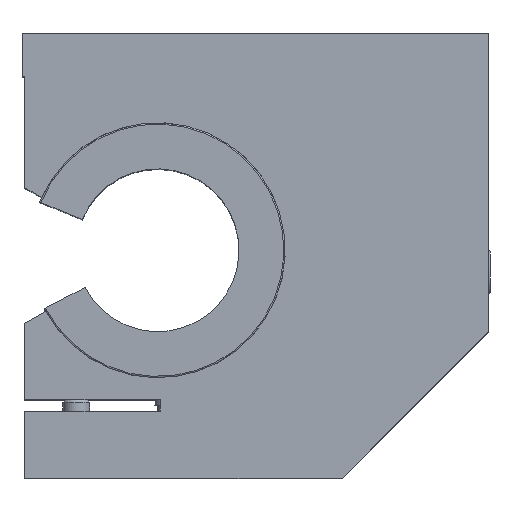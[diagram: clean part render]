
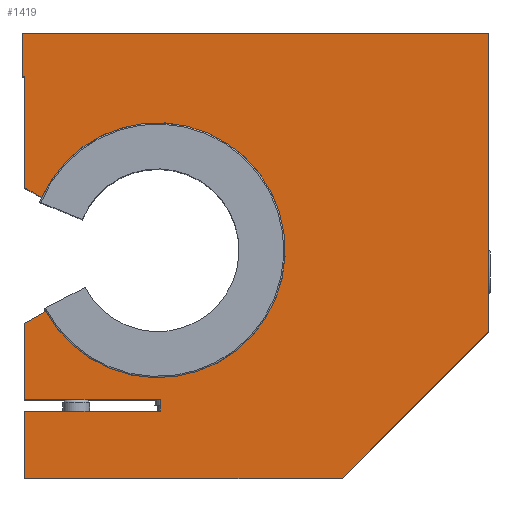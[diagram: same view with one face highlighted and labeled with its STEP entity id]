
A CAD part, top view. The second image highlights one B-rep face of the part: STEP entity #1419.
In plain terms, the highlighted planar face has unit normal (0, 0, 1).
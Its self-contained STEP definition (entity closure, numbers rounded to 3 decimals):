
#150=FACE_OUTER_BOUND('',#250,.T.);
#250=EDGE_LOOP('',(#1205,#1206,#1207,#1208,#1209,#1210,#1211,#1212,#1213,
#1214,#1215,#1216,#1217,#1218,#1219));
#283=LINE('',#2150,#406);
#289=LINE('',#2163,#412);
#317=LINE('',#2319,#440);
#322=LINE('',#2328,#445);
#335=LINE('',#2400,#458);
#349=LINE('',#2429,#472);
#352=LINE('',#2433,#475);
#353=LINE('',#2436,#476);
#356=LINE('',#2440,#479);
#357=LINE('',#2444,#480);
#359=LINE('',#2448,#482);
#362=LINE('',#2456,#485);
#364=LINE('',#2459,#487);
#365=LINE('',#2461,#488);
#406=VECTOR('',#1728,10.);
#412=VECTOR('',#1738,10.);
#440=VECTOR('',#1836,10.);
#445=VECTOR('',#1843,10.);
#458=VECTOR('',#1928,10.);
#472=VECTOR('',#1948,10.);
#475=VECTOR('',#1953,10.);
#476=VECTOR('',#1956,10.);
#479=VECTOR('',#1961,10.);
#480=VECTOR('',#1966,10.);
#482=VECTOR('',#1970,10.);
#485=VECTOR('',#1979,10.);
#487=VECTOR('',#1983,10.);
#488=VECTOR('',#1986,10.);
#563=CIRCLE('',#1612,23.5);
#600=VERTEX_POINT('',#2147);
#601=VERTEX_POINT('',#2149);
#606=VERTEX_POINT('',#2161);
#636=VERTEX_POINT('',#2315);
#638=VERTEX_POINT('',#2318);
#640=VERTEX_POINT('',#2324);
#663=VERTEX_POINT('',#2397);
#664=VERTEX_POINT('',#2399);
#675=VERTEX_POINT('',#2427);
#676=VERTEX_POINT('',#2428);
#677=VERTEX_POINT('',#2435);
#678=VERTEX_POINT('',#2443);
#679=VERTEX_POINT('',#2447);
#680=VERTEX_POINT('',#2451);
#681=VERTEX_POINT('',#2455);
#741=EDGE_CURVE('',#600,#601,#283,.T.);
#748=EDGE_CURVE('',#606,#600,#289,.T.);
#794=EDGE_CURVE('',#636,#638,#317,.T.);
#799=EDGE_CURVE('',#638,#640,#322,.T.);
#833=EDGE_CURVE('',#663,#664,#335,.T.);
#848=EDGE_CURVE('',#675,#676,#349,.T.);
#851=EDGE_CURVE('',#676,#663,#352,.T.);
#852=EDGE_CURVE('',#664,#677,#353,.T.);
#855=EDGE_CURVE('',#677,#606,#356,.T.);
#856=EDGE_CURVE('',#601,#678,#357,.T.);
#858=EDGE_CURVE('',#678,#679,#359,.T.);
#860=EDGE_CURVE('',#679,#680,#563,.T.);
#862=EDGE_CURVE('',#680,#681,#362,.T.);
#864=EDGE_CURVE('',#681,#636,#364,.T.);
#865=EDGE_CURVE('',#640,#675,#365,.T.);
#1205=ORIENTED_EDGE('',*,*,#848,.F.);
#1206=ORIENTED_EDGE('',*,*,#865,.F.);
#1207=ORIENTED_EDGE('',*,*,#799,.F.);
#1208=ORIENTED_EDGE('',*,*,#794,.F.);
#1209=ORIENTED_EDGE('',*,*,#864,.F.);
#1210=ORIENTED_EDGE('',*,*,#862,.F.);
#1211=ORIENTED_EDGE('',*,*,#860,.F.);
#1212=ORIENTED_EDGE('',*,*,#858,.F.);
#1213=ORIENTED_EDGE('',*,*,#856,.F.);
#1214=ORIENTED_EDGE('',*,*,#741,.F.);
#1215=ORIENTED_EDGE('',*,*,#748,.F.);
#1216=ORIENTED_EDGE('',*,*,#855,.F.);
#1217=ORIENTED_EDGE('',*,*,#852,.F.);
#1218=ORIENTED_EDGE('',*,*,#833,.F.);
#1219=ORIENTED_EDGE('',*,*,#851,.F.);
#1346=PLANE('',#1616);
#1419=ADVANCED_FACE('',(#150),#1346,.T.);
#1612=AXIS2_PLACEMENT_3D('',#2452,#1974,#1975);
#1616=AXIS2_PLACEMENT_3D('',#2462,#1987,#1988);
#1728=DIRECTION('',(-1.,0.,0.));
#1738=DIRECTION('',(0.,1.,0.));
#1836=DIRECTION('',(-1.,0.,0.));
#1843=DIRECTION('',(0.,1.,0.));
#1928=DIRECTION('',(-1.,0.,0.));
#1948=DIRECTION('',(0.,-1.,0.));
#1953=DIRECTION('',(-0.707,-0.707,0.));
#1956=DIRECTION('',(0.,1.,0.));
#1961=DIRECTION('',(1.,0.,0.));
#1966=DIRECTION('',(0.,1.,0.));
#1970=DIRECTION('',(0.866,0.5,0.));
#1974=DIRECTION('center_axis',(0.,0.,1.));
#1975=DIRECTION('ref_axis',(-0.877,-0.48,0.));
#1979=DIRECTION('',(-0.866,0.5,0.));
#1983=DIRECTION('',(0.,1.,0.));
#1986=DIRECTION('',(1.,0.,0.));
#1987=DIRECTION('center_axis',(0.,0.,1.));
#1988=DIRECTION('ref_axis',(1.,0.,0.));
#2147=CARTESIAN_POINT('',(-17.75,-26.5,39.5));
#2149=CARTESIAN_POINT('',(-42.75,-26.5,39.5));
#2150=CARTESIAN_POINT('',(-17.75,-26.5,39.5));
#2161=CARTESIAN_POINT('',(-17.75,-28.65,39.5));
#2163=CARTESIAN_POINT('',(-17.75,-28.65,39.5));
#2315=CARTESIAN_POINT('',(-42.75,33.,39.5));
#2318=CARTESIAN_POINT('',(-43.25,33.,39.5));
#2319=CARTESIAN_POINT('',(-42.75,33.,39.5));
#2324=CARTESIAN_POINT('',(-43.25,41.,39.5));
#2328=CARTESIAN_POINT('',(-43.25,33.,39.5));
#2397=CARTESIAN_POINT('',(15.75,-41.,39.5));
#2399=CARTESIAN_POINT('',(-42.75,-41.,39.5));
#2400=CARTESIAN_POINT('',(15.75,-41.,39.5));
#2427=CARTESIAN_POINT('',(42.75,41.,39.5));
#2428=CARTESIAN_POINT('',(42.75,-14.,39.5));
#2429=CARTESIAN_POINT('',(42.75,41.,39.5));
#2433=CARTESIAN_POINT('',(42.75,-14.,39.5));
#2435=CARTESIAN_POINT('',(-42.75,-28.65,39.5));
#2436=CARTESIAN_POINT('',(-42.75,-41.,39.5));
#2440=CARTESIAN_POINT('',(-42.75,-28.65,39.5));
#2443=CARTESIAN_POINT('',(-42.75,-12.517,39.5));
#2444=CARTESIAN_POINT('',(-42.75,-26.5,39.5));
#2447=CARTESIAN_POINT('',(-38.868,-10.276,39.5));
#2448=CARTESIAN_POINT('',(-42.75,-12.517,39.5));
#2451=CARTESIAN_POINT('',(-39.644,10.724,39.5));
#2452=CARTESIAN_POINT('Origin',(-18.25,1.,39.5));
#2455=CARTESIAN_POINT('',(-42.75,12.517,39.5));
#2456=CARTESIAN_POINT('',(-39.644,10.724,39.5));
#2459=CARTESIAN_POINT('',(-42.75,12.517,39.5));
#2461=CARTESIAN_POINT('',(-42.75,41.,39.5));
#2462=CARTESIAN_POINT('Origin',(-7.626,-0.953,39.5));
